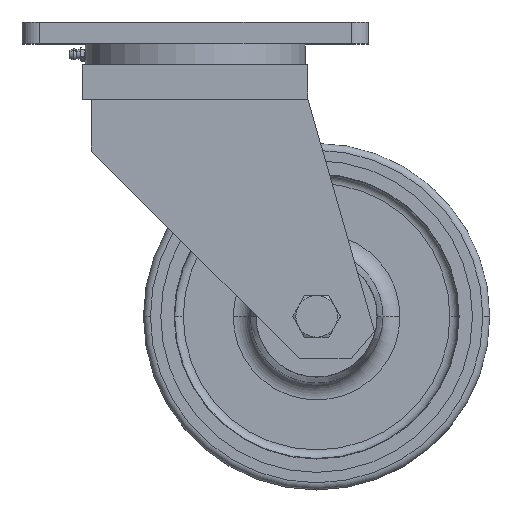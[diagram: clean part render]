
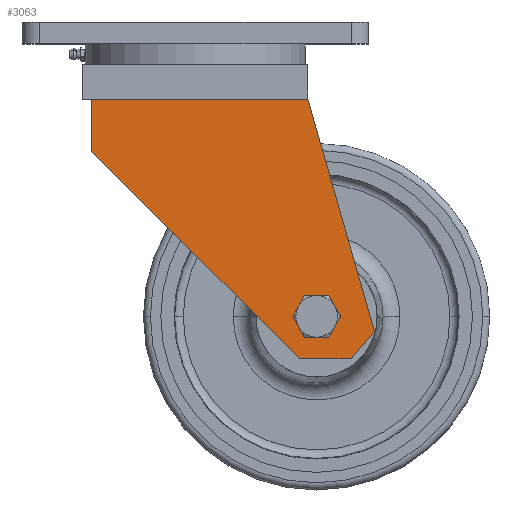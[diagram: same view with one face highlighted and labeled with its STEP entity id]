
A CAD part, top view. The second image highlights one B-rep face of the part: STEP entity #3063.
In plain terms, the highlighted planar face has unit normal (0, 0, 1).
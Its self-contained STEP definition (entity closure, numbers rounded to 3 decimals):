
#116 = CARTESIAN_POINT ( 'NONE',  ( -60., -194.5, 75. ) ) ;
#290 = ORIENTED_EDGE ( 'NONE', *, *, #4381, .F. ) ;
#642 = LINE ( 'NONE', #12682, #11286 ) ;
#793 = VERTEX_POINT ( 'NONE', #15688 ) ;
#949 = AXIS2_PLACEMENT_3D ( 'NONE', #116, #10126, #7523 ) ;
#965 = CARTESIAN_POINT ( 'NONE',  ( -60., -194.5, 75. ) ) ;
#1074 = FACE_OUTER_BOUND ( 'NONE', #4866, .T. ) ;
#1183 = DIRECTION ( 'NONE',  ( -1., 0., 0. ) ) ;
#1537 = ORIENTED_EDGE ( 'NONE', *, *, #11396, .T. ) ;
#1695 = CARTESIAN_POINT ( 'NONE',  ( 65., -44.5, 75. ) ) ;
#1744 = LINE ( 'NONE', #1695, #6202 ) ;
#2118 = AXIS2_PLACEMENT_3D ( 'NONE', #14782, #4843, #1183 ) ;
#2285 = DIRECTION ( 'NONE',  ( 0., 0., 1. ) ) ;
#2552 = ORIENTED_EDGE ( 'NONE', *, *, #15198, .F. ) ;
#2775 = CARTESIAN_POINT ( 'NONE',  ( 90., -194.5, 75. ) ) ;
#3063 = ADVANCED_FACE ( 'NONE', ( #14654, #1074 ), #3871, .F. ) ;
#3064 = LINE ( 'NONE', #12467, #5967 ) ;
#3377 = CIRCLE ( 'NONE', #5457, 9. ) ;
#3486 = ORIENTED_EDGE ( 'NONE', *, *, #6216, .F. ) ;
#3871 = PLANE ( 'NONE',  #949 ) ;
#3924 = VERTEX_POINT ( 'NONE', #12833 ) ;
#3941 = ORIENTED_EDGE ( 'NONE', *, *, #4092, .F. ) ;
#4092 = EDGE_CURVE ( 'NONE', #8919, #3924, #9927, .T. ) ;
#4311 = EDGE_CURVE ( 'NONE', #13719, #8919, #8917, .T. ) ;
#4381 = EDGE_CURVE ( 'NONE', #5818, #13719, #1744, .T. ) ;
#4504 = CARTESIAN_POINT ( 'NONE',  ( 103.424, -178.502, 75. ) ) ;
#4843 = DIRECTION ( 'NONE',  ( 0., 0., 1. ) ) ;
#4866 = EDGE_LOOP ( 'NONE', ( #5992, #290, #1537, #2552, #7246, #3941 ) ) ;
#5242 = DIRECTION ( 'NONE',  ( -0.707, 0.707, 0. ) ) ;
#5457 = AXIS2_PLACEMENT_3D ( 'NONE', #13436, #2285, #10929 ) ;
#5818 = VERTEX_POINT ( 'NONE', #8908 ) ;
#5967 = VECTOR ( 'NONE', #5242, 1000. ) ;
#5992 = ORIENTED_EDGE ( 'NONE', *, *, #4311, .F. ) ;
#6021 = VECTOR ( 'NONE', #13388, 1000. ) ;
#6202 = VECTOR ( 'NONE', #15449, 1000. ) ;
#6216 = EDGE_CURVE ( 'NONE', #7177, #15999, #8677, .T. ) ;
#7177 = VERTEX_POINT ( 'NONE', #10242 ) ;
#7234 = VERTEX_POINT ( 'NONE', #11683 ) ;
#7246 = ORIENTED_EDGE ( 'NONE', *, *, #9225, .F. ) ;
#7523 = DIRECTION ( 'NONE',  ( 1., 0., 0. ) ) ;
#8677 = CIRCLE ( 'NONE', #2118, 9. ) ;
#8908 = CARTESIAN_POINT ( 'NONE',  ( 65., -44.5, 75. ) ) ;
#8917 = LINE ( 'NONE', #2775, #15097 ) ;
#8919 = VERTEX_POINT ( 'NONE', #14249 ) ;
#9225 = EDGE_CURVE ( 'NONE', #3924, #793, #3064, .T. ) ;
#9618 = CARTESIAN_POINT ( 'NONE',  ( 61., -170., 75. ) ) ;
#9927 = LINE ( 'NONE', #965, #6021 ) ;
#10018 = LINE ( 'NONE', #10110, #11939 ) ;
#10110 = CARTESIAN_POINT ( 'NONE',  ( -60., -194.5, 75. ) ) ;
#10126 = DIRECTION ( 'NONE',  ( 0., 0., -1. ) ) ;
#10183 = DIRECTION ( 'NONE',  ( -0.643, -0.766, 0. ) ) ;
#10242 = CARTESIAN_POINT ( 'NONE',  ( 79., -170., 75. ) ) ;
#10929 = DIRECTION ( 'NONE',  ( -1., 0., 0. ) ) ;
#11245 = EDGE_LOOP ( 'NONE', ( #12868, #3486 ) ) ;
#11286 = VECTOR ( 'NONE', #11327, 1000. ) ;
#11327 = DIRECTION ( 'NONE',  ( -1., 0., 0. ) ) ;
#11396 = EDGE_CURVE ( 'NONE', #5818, #7234, #642, .T. ) ;
#11683 = CARTESIAN_POINT ( 'NONE',  ( -60., -44.5, 75. ) ) ;
#11939 = VECTOR ( 'NONE', #13640, 1000. ) ;
#12467 = CARTESIAN_POINT ( 'NONE',  ( -60., -74.5, 75. ) ) ;
#12682 = CARTESIAN_POINT ( 'NONE',  ( -60., -44.5, 75. ) ) ;
#12833 = CARTESIAN_POINT ( 'NONE',  ( 60., -194.5, 75. ) ) ;
#12868 = ORIENTED_EDGE ( 'NONE', *, *, #15512, .F. ) ;
#13388 = DIRECTION ( 'NONE',  ( -1., 0., 0. ) ) ;
#13436 = CARTESIAN_POINT ( 'NONE',  ( 70., -170., 75. ) ) ;
#13640 = DIRECTION ( 'NONE',  ( 0., 1., 0. ) ) ;
#13719 = VERTEX_POINT ( 'NONE', #4504 ) ;
#14249 = CARTESIAN_POINT ( 'NONE',  ( 90., -194.5, 75. ) ) ;
#14654 = FACE_BOUND ( 'NONE', #11245, .T. ) ;
#14782 = CARTESIAN_POINT ( 'NONE',  ( 70., -170., 75. ) ) ;
#15097 = VECTOR ( 'NONE', #10183, 1000. ) ;
#15198 = EDGE_CURVE ( 'NONE', #793, #7234, #10018, .T. ) ;
#15449 = DIRECTION ( 'NONE',  ( 0.276, -0.961, 0. ) ) ;
#15512 = EDGE_CURVE ( 'NONE', #15999, #7177, #3377, .T. ) ;
#15688 = CARTESIAN_POINT ( 'NONE',  ( -60., -74.5, 75. ) ) ;
#15999 = VERTEX_POINT ( 'NONE', #9618 ) ;
